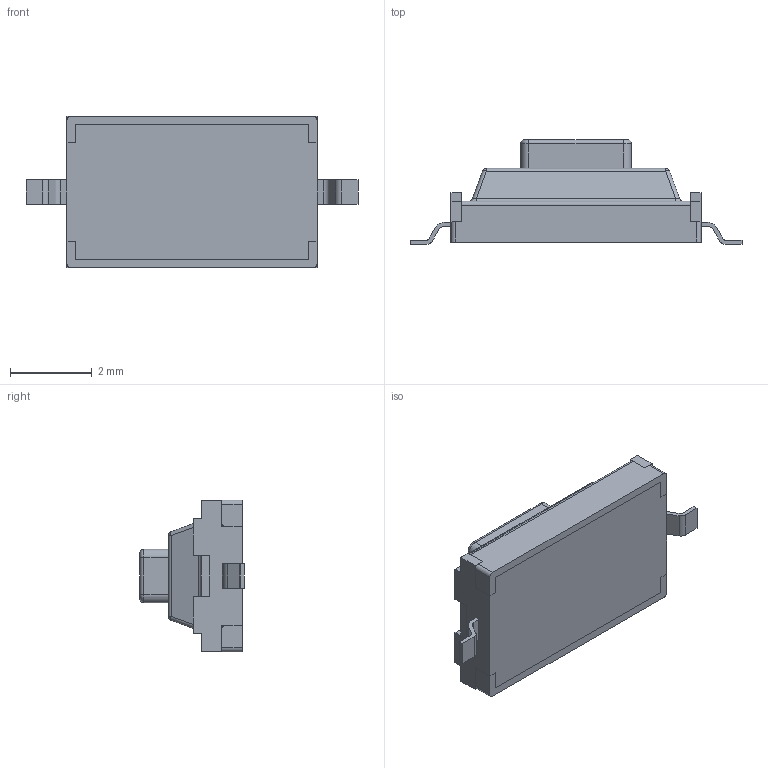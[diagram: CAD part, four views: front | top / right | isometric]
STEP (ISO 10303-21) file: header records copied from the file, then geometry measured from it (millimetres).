
FILE_DESCRIPTION (( 'STEP AP203' ), '1' );
FILE_NAME ('CUI_DEVICES_TS09-63-25-WT-160-SMT-TR.step', '2022-05-24T20:28:06', ( '' ), ( '' ), 'SwSTEP 2.0', 'SolidWorks 2022', '' );
FILE_SCHEMA (( 'CONFIG_CONTROL_DESIGN' ));
Length unit declared in the file: inch
Products named in the file (1): CUI_DEVICES_TS09-63-25-WT-160-SMT-TR
Bounding box: 8.1 x 2.55 x 3.7 mm (x, y, z)
Volume: 34 mm3; surface area: 163.4 mm2
Topology: 5 solids, 5 shells, 181 faces, 468 edges, 300 vertices
Faces by surface type: plane 119, cylinder 50, bspline 4, sphere 4, torus 4
Entity records: 5545 total; most frequent: CARTESIAN_POINT 1042, ORIENTED_EDGE 936, DIRECTION 892, EDGE_CURVE 468, VECTOR 368, LINE 368, VERTEX_POINT 300, AXIS2_PLACEMENT_3D 262
